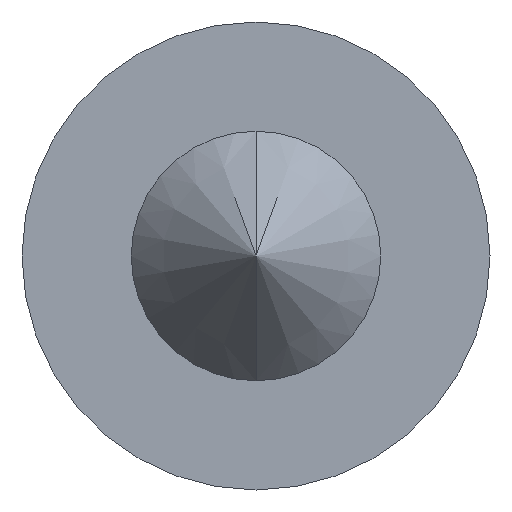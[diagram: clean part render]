
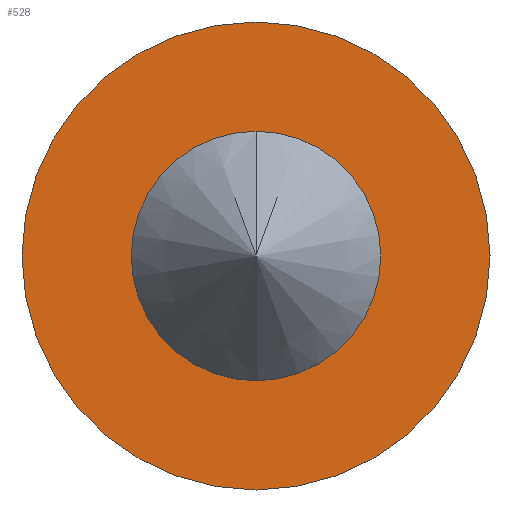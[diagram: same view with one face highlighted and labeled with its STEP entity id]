
A CAD part, front view. The second image highlights one B-rep face of the part: STEP entity #528.
In plain terms, the highlighted planar face has unit normal (0, -1, 0).
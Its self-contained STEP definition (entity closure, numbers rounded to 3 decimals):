
#9 = EDGE_CURVE ( 'NONE', #227, #225, #559, .T. ) ;
#26 = EDGE_CURVE ( 'NONE', #226, #223, #566, .T. ) ;
#62 = EDGE_CURVE ( 'NONE', #225, #227, #582, .T. ) ;
#66 = AXIS2_PLACEMENT_3D ( 'NONE', #663, #664, #665 ) ;
#93 = AXIS2_PLACEMENT_3D ( 'NONE', #815, #822, #823 ) ;
#101 = AXIS2_PLACEMENT_3D ( 'NONE', #887, #888, #889 ) ;
#112 = FACE_BOUND ( 'NONE', #630, .T. ) ;
#116 = FACE_OUTER_BOUND ( 'NONE', #629, .T. ) ;
#118 = AXIS2_PLACEMENT_3D ( 'NONE', #286, #287, #288 ) ;
#223 = VERTEX_POINT ( 'NONE', #837 ) ;
#225 = VERTEX_POINT ( 'NONE', #839 ) ;
#226 = VERTEX_POINT ( 'NONE', #840 ) ;
#227 = VERTEX_POINT ( 'NONE', #841 ) ;
#285 = PLANE ( 'NONE',  #118 ) ;
#286 = CARTESIAN_POINT ( 'NONE',  ( 0., 0., 3. ) ) ;
#287 = DIRECTION ( 'NONE',  ( 0., -1., 0. ) ) ;
#288 = DIRECTION ( 'NONE',  ( 0., 0., -1. ) ) ;
#472 = AXIS2_PLACEMENT_3D ( 'NONE', #710, #714, #715 ) ;
#522 = EDGE_CURVE ( 'NONE', #223, #226, #589, .T. ) ;
#528 = ADVANCED_FACE ( 'NONE', ( #112, #116 ), #285, .T. ) ;
#559 = CIRCLE ( 'NONE', #66, 7.5 ) ;
#566 = CIRCLE ( 'NONE', #472, 3.5 ) ;
#582 = CIRCLE ( 'NONE', #93, 7.5 ) ;
#589 = CIRCLE ( 'NONE', #101, 3.5 ) ;
#629 = EDGE_LOOP ( 'NONE', ( #929, #928 ) ) ;
#630 = EDGE_LOOP ( 'NONE', ( #926, #927 ) ) ;
#663 = CARTESIAN_POINT ( 'NONE',  ( 0., 0., 0. ) ) ;
#664 = DIRECTION ( 'NONE',  ( 0., 1., 0. ) ) ;
#665 = DIRECTION ( 'NONE',  ( 0., 0., 1. ) ) ;
#710 = CARTESIAN_POINT ( 'NONE',  ( 0., 0., 0. ) ) ;
#714 = DIRECTION ( 'NONE',  ( 0., 1., 0. ) ) ;
#715 = DIRECTION ( 'NONE',  ( 0., 0., -1. ) ) ;
#815 = CARTESIAN_POINT ( 'NONE',  ( 0., 0., 0. ) ) ;
#822 = DIRECTION ( 'NONE',  ( 0., 1., 0. ) ) ;
#823 = DIRECTION ( 'NONE',  ( 0., 0., 1. ) ) ;
#837 = CARTESIAN_POINT ( 'NONE',  ( 0., 0., -3.5 ) ) ;
#839 = CARTESIAN_POINT ( 'NONE',  ( 0., 0., 7.5 ) ) ;
#840 = CARTESIAN_POINT ( 'NONE',  ( 0., 0., 3.5 ) ) ;
#841 = CARTESIAN_POINT ( 'NONE',  ( 0., 0., -7.5 ) ) ;
#887 = CARTESIAN_POINT ( 'NONE',  ( 0., 0., 0. ) ) ;
#888 = DIRECTION ( 'NONE',  ( 0., 1., 0. ) ) ;
#889 = DIRECTION ( 'NONE',  ( 0., 0., -1. ) ) ;
#926 = ORIENTED_EDGE ( 'NONE', *, *, #522, .T. ) ;
#927 = ORIENTED_EDGE ( 'NONE', *, *, #26, .T. ) ;
#928 = ORIENTED_EDGE ( 'NONE', *, *, #9, .F. ) ;
#929 = ORIENTED_EDGE ( 'NONE', *, *, #62, .F. ) ;
